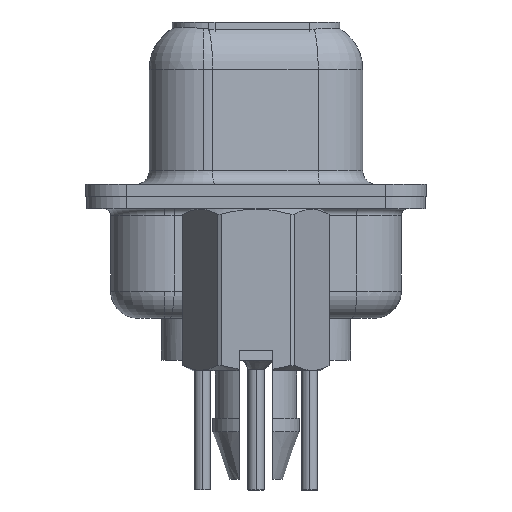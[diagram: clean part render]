
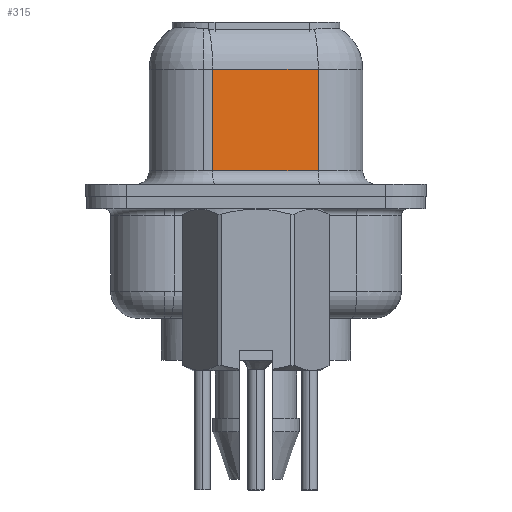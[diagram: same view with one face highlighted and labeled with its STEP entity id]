
A CAD part, left-side view. The second image highlights one B-rep face of the part: STEP entity #315.
In plain terms, the highlighted planar face has unit normal (-0.985, -0.174, 0).
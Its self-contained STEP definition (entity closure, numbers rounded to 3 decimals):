
#315 = ADVANCED_FACE ( 'NONE', ( #24947 ), #18487, .F. ) ;
#1528 = DIRECTION ( 'NONE',  ( -0.174, 0.985, 0. ) ) ;
#5109 = VERTEX_POINT ( 'NONE', #22077 ) ;
#6270 = VERTEX_POINT ( 'NONE', #14183 ) ;
#6465 = LINE ( 'NONE', #28790, #18590 ) ;
#7391 = EDGE_CURVE ( 'NONE', #15235, #5109, #10602, .T. ) ;
#7590 = CARTESIAN_POINT ( 'NONE',  ( 4.375, 1.603, 6.45 ) ) ;
#8531 = LINE ( 'NONE', #12788, #20022 ) ;
#8868 = EDGE_CURVE ( 'NONE', #6270, #15235, #12304, .T. ) ;
#9281 = AXIS2_PLACEMENT_3D ( 'NONE', #9343, #25417, #9382 ) ;
#9343 = CARTESIAN_POINT ( 'NONE',  ( 5.063, -2.297, 6.45 ) ) ;
#9382 = DIRECTION ( 'NONE',  ( -0.174, 0.985, 0. ) ) ;
#10602 = LINE ( 'NONE', #13582, #15924 ) ;
#12304 = LINE ( 'NONE', #7590, #23769 ) ;
#12788 = CARTESIAN_POINT ( 'NONE',  ( 5.063, -2.297, 4.7 ) ) ;
#13059 = VERTEX_POINT ( 'NONE', #21414 ) ;
#13229 = EDGE_CURVE ( 'NONE', #13059, #6270, #8531, .T. ) ;
#13582 = CARTESIAN_POINT ( 'NONE',  ( 5.063, -2.297, 0.95 ) ) ;
#14183 = CARTESIAN_POINT ( 'NONE',  ( 4.375, 1.603, 4.7 ) ) ;
#15235 = VERTEX_POINT ( 'NONE', #19300 ) ;
#15924 = VECTOR ( 'NONE', #27344, 1000. ) ;
#16545 = ORIENTED_EDGE ( 'NONE', *, *, #21557, .F. ) ;
#16883 = DIRECTION ( 'NONE',  ( 0., 0., -1. ) ) ;
#18487 = PLANE ( 'NONE',  #9281 ) ;
#18590 = VECTOR ( 'NONE', #24019, 1000. ) ;
#19300 = CARTESIAN_POINT ( 'NONE',  ( 4.375, 1.603, 0.95 ) ) ;
#20022 = VECTOR ( 'NONE', #1528, 1000. ) ;
#21031 = ORIENTED_EDGE ( 'NONE', *, *, #7391, .T. ) ;
#21414 = CARTESIAN_POINT ( 'NONE',  ( 5.063, -2.297, 4.7 ) ) ;
#21557 = EDGE_CURVE ( 'NONE', #13059, #5109, #6465, .T. ) ;
#22065 = EDGE_LOOP ( 'NONE', ( #16545, #24243, #25759, #21031 ) ) ;
#22077 = CARTESIAN_POINT ( 'NONE',  ( 5.063, -2.297, 0.95 ) ) ;
#23769 = VECTOR ( 'NONE', #16883, 1000. ) ;
#24019 = DIRECTION ( 'NONE',  ( 0., 0., -1. ) ) ;
#24243 = ORIENTED_EDGE ( 'NONE', *, *, #13229, .T. ) ;
#24947 = FACE_OUTER_BOUND ( 'NONE', #22065, .T. ) ;
#25417 = DIRECTION ( 'NONE',  ( 0.985, 0.174, 0. ) ) ;
#25759 = ORIENTED_EDGE ( 'NONE', *, *, #8868, .T. ) ;
#27344 = DIRECTION ( 'NONE',  ( 0.174, -0.985, 0. ) ) ;
#28790 = CARTESIAN_POINT ( 'NONE',  ( 5.063, -2.297, 6.45 ) ) ;
